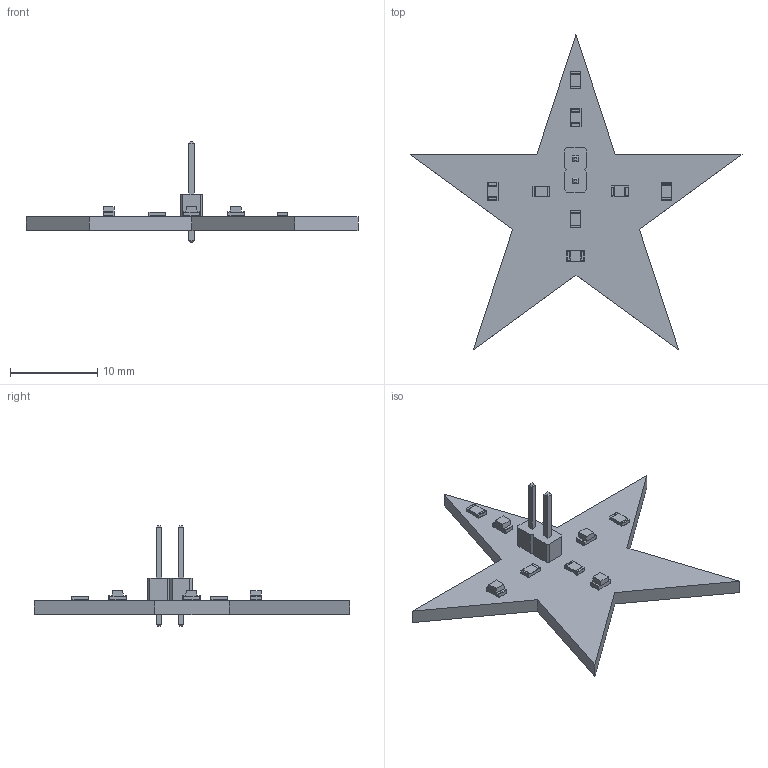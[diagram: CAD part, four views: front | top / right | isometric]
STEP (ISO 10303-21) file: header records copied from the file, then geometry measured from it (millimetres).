
FILE_DESCRIPTION(('KiCad electronic assembly'),'2;1');
FILE_NAME('led-star.step','2019-03-03T00:40:17',('An Author'),( 'A Company'),'Open CASCADE STEP processor 6.9', 'KiCad to STEP converter','Unknown');
FILE_SCHEMA(('AUTOMOTIVE_DESIGN { 1 0 10303 214 1 1 1 1 }'));
Length unit declared in the file: millimetre
Products named in the file (8): Open CASCADE STEP translator 6.9 1; LED_0805_2012Metric; SOLID; PinHeader_1x02_P2.54mm_Vertical; R_0805_2012Metric; COMPOUND
Assembly tree (13 placements, depth 3):
  Open CASCADE STEP translator 6.9 1
    LED_0805_2012Metric  x4
      SOLID
    PinHeader_1x02_P2.54mm_Vertical
      SOLID
    R_0805_2012Metric  x4
      SOLID
    COMPOUND
Bounding box: 38.04 x 36.18 x 11.54 mm (x, y, z)
Volume: 767.8 mm3; surface area: 1321.4 mm2
Topology: 10 solids, 10 shells, 370 faces, 962 edges, 620 vertices
Faces by surface type: plane 304, cylinder 66
Full cylindrical faces by diameter (mm): 1 x2
Entity records: 10012 total; most frequent: CARTESIAN_POINT 1583, DIRECTION 1405, LINE 1005, VECTOR 1005, ORIENTED_EDGE 718, PCURVE 718, DEFINITIONAL_REPRESENTATION 718, EDGE_CURVE 359
